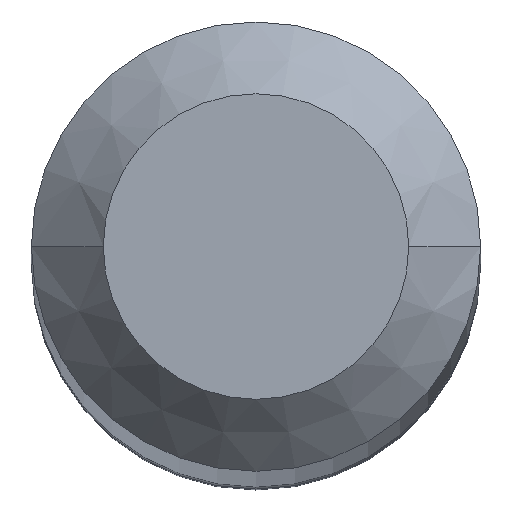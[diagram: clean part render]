
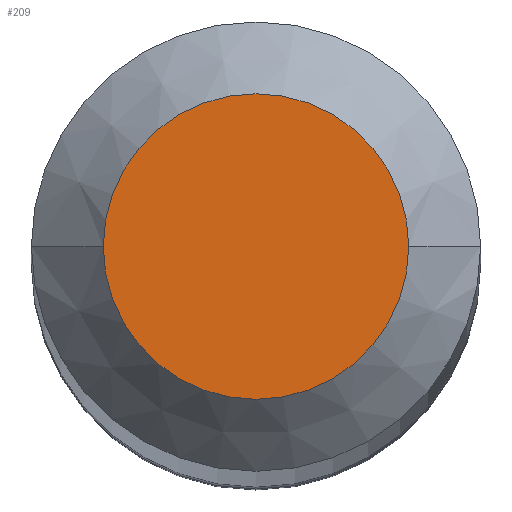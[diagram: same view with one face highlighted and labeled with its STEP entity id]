
A CAD part, top view. The second image highlights one B-rep face of the part: STEP entity #209.
In plain terms, the highlighted planar face has unit normal (0, 0, 1).
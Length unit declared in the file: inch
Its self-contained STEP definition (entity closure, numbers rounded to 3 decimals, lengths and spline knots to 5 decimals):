
#18 = CARTESIAN_POINT ( 'NONE',  ( 0., 0., 0. ) ) ;
#35 = DIRECTION ( 'NONE',  ( 0., 0., 1. ) ) ;
#47 = AXIS2_PLACEMENT_3D ( 'NONE', #390, #35, #468 ) ;
#64 = CIRCLE ( 'NONE', #47, 0.0425 ) ;
#100 = AXIS2_PLACEMENT_3D ( 'NONE', #18, #174, #328 ) ;
#108 = CARTESIAN_POINT ( 'NONE',  ( -0.0425, 0., 0. ) ) ;
#141 = DIRECTION ( 'NONE',  ( 0., 0., -1. ) ) ;
#142 = ORIENTED_EDGE ( 'NONE', *, *, #297, .T. ) ;
#174 = DIRECTION ( 'NONE',  ( 0., 0., 1. ) ) ;
#177 = AXIS2_PLACEMENT_3D ( 'NONE', #180, #141, #333 ) ;
#180 = CARTESIAN_POINT ( 'NONE',  ( 0., 0.0425, 0. ) ) ;
#197 = EDGE_LOOP ( 'NONE', ( #244, #142 ) ) ;
#209 = ADVANCED_FACE ( 'NONE', ( #293 ), #338, .F. ) ;
#217 = CARTESIAN_POINT ( 'NONE',  ( 0.0425, 0., 0. ) ) ;
#242 = VERTEX_POINT ( 'NONE', #217 ) ;
#244 = ORIENTED_EDGE ( 'NONE', *, *, #400, .T. ) ;
#267 = VERTEX_POINT ( 'NONE', #108 ) ;
#293 = FACE_OUTER_BOUND ( 'NONE', #197, .T. ) ;
#297 = EDGE_CURVE ( 'NONE', #242, #267, #446, .T. ) ;
#328 = DIRECTION ( 'NONE',  ( 1., 0., 0. ) ) ;
#333 = DIRECTION ( 'NONE',  ( -1., 0., 0. ) ) ;
#338 = PLANE ( 'NONE',  #177 ) ;
#390 = CARTESIAN_POINT ( 'NONE',  ( 0., 0., 0. ) ) ;
#400 = EDGE_CURVE ( 'NONE', #267, #242, #64, .T. ) ;
#446 = CIRCLE ( 'NONE', #100, 0.0425 ) ;
#468 = DIRECTION ( 'NONE',  ( 1., 0., 0. ) ) ;
